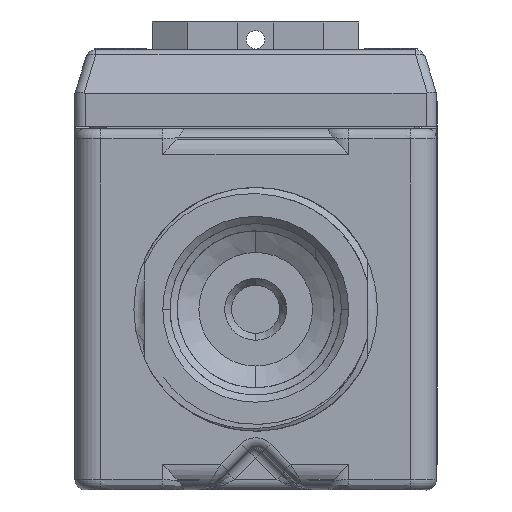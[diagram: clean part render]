
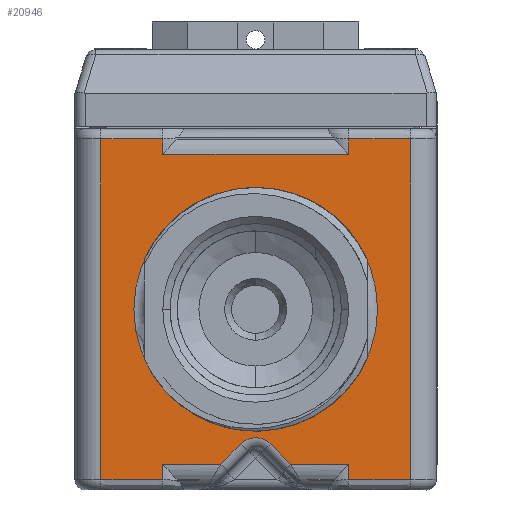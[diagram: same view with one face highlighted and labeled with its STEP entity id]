
A CAD part, front view. The second image highlights one B-rep face of the part: STEP entity #20946.
In plain terms, the highlighted planar face has unit normal (0, -1, 0).
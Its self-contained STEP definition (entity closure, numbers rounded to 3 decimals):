
#1=CARTESIAN_POINT('',(-19.045,-59.44,20.955));
#2=CARTESIAN_POINT('',(-18.521,-59.44,20.955));
#3=CARTESIAN_POINT('',(-17.509,-59.44,20.955));
#4=CARTESIAN_POINT('',(-16.1,-59.44,20.955));
#5=CARTESIAN_POINT('',(-14.789,-59.44,20.955));
#6=CARTESIAN_POINT('',(-13.573,-59.44,20.955));
#7=CARTESIAN_POINT('',(-12.448,-59.44,20.956));
#8=CARTESIAN_POINT('',(-11.759,-59.44,20.953));
#9=CARTESIAN_POINT('',(-11.43,-59.44,20.955));
#11=DIRECTION('',(0.,0.,-1.));
#12=VECTOR('',#11,1.91);
#13=CARTESIAN_POINT('',(-11.43,-59.44,20.955));
#14=LINE('',#13,#12);
#15=DIRECTION('',(0.,0.,-1.));
#16=VECTOR('',#15,1.91);
#17=CARTESIAN_POINT('',(11.43,-59.44,20.955));
#18=LINE('',#17,#16);
#19=CARTESIAN_POINT('',(11.43,-59.44,20.955));
#20=CARTESIAN_POINT('',(11.759,-59.44,20.953));
#21=CARTESIAN_POINT('',(12.448,-59.44,20.956));
#22=CARTESIAN_POINT('',(13.574,-59.44,20.955));
#23=CARTESIAN_POINT('',(14.79,-59.44,20.955));
#24=CARTESIAN_POINT('',(16.1,-59.44,20.955));
#25=CARTESIAN_POINT('',(17.509,-59.44,20.955));
#26=CARTESIAN_POINT('',(18.521,-59.44,20.955));
#27=CARTESIAN_POINT('',(19.045,-59.44,20.955));
#29=CARTESIAN_POINT('',(19.045,-59.44,-20.955));
#30=CARTESIAN_POINT('',(18.521,-59.44,-20.955));
#31=CARTESIAN_POINT('',(17.509,-59.44,-20.955));
#32=CARTESIAN_POINT('',(16.1,-59.44,-20.955));
#33=CARTESIAN_POINT('',(14.79,-59.44,-20.955));
#34=CARTESIAN_POINT('',(13.574,-59.44,-20.955));
#35=CARTESIAN_POINT('',(12.447,-59.44,-20.956));
#36=CARTESIAN_POINT('',(11.759,-59.44,-20.953));
#37=CARTESIAN_POINT('',(11.43,-59.44,-20.955));
#39=DIRECTION('',(0.,0.,-1.));
#40=VECTOR('',#39,1.91);
#41=CARTESIAN_POINT('',(11.43,-59.44,-19.045));
#42=LINE('',#41,#40);
#43=DIRECTION('',(0.,0.,-1.));
#44=VECTOR('',#43,1.91);
#45=CARTESIAN_POINT('',(-11.43,-59.44,-19.045));
#46=LINE('',#45,#44);
#47=CARTESIAN_POINT('',(-11.43,-59.44,-20.955));
#48=CARTESIAN_POINT('',(-11.759,-59.44,-20.953));
#49=CARTESIAN_POINT('',(-12.448,-59.44,-20.956));
#50=CARTESIAN_POINT('',(-13.573,-59.44,-20.955));
#51=CARTESIAN_POINT('',(-14.789,-59.44,-20.955));
#52=CARTESIAN_POINT('',(-16.1,-59.44,-20.955));
#53=CARTESIAN_POINT('',(-17.509,-59.44,-20.955));
#54=CARTESIAN_POINT('',(-18.521,-59.44,-20.955));
#55=CARTESIAN_POINT('',(-19.045,-59.44,-20.955));
#57=DIRECTION('',(0.,0.,1.));
#58=VECTOR('',#57,41.91);
#59=CARTESIAN_POINT('',(-19.045,-59.44,-20.955));
#60=LINE('',#59,#58);
#61=CARTESIAN_POINT('',(0.,-59.44,0.));
#62=DIRECTION('',(0.,-1.,0.));
#63=DIRECTION('',(0.,0.,-1.));
#64=AXIS2_PLACEMENT_3D('',#61,#62,#63);
#66=CARTESIAN_POINT('',(0.,-59.44,0.));
#67=DIRECTION('',(0.,-1.,0.));
#68=DIRECTION('',(0.,0.,1.));
#69=AXIS2_PLACEMENT_3D('',#66,#67,#68);
#5254=DIRECTION('',(1.,0.,0.));
#5255=VECTOR('',#5254,7.142);
#5256=CARTESIAN_POINT('',(-11.43,-59.44,-19.045));
#5257=LINE('',#5256,#5255);
#5293=CARTESIAN_POINT('',(-4.288,-59.44,-19.045));
#5362=CARTESIAN_POINT('',(0.,-59.44,-18.349));
#5363=DIRECTION('',(0.,1.,0.));
#5364=DIRECTION('',(-0.707,0.,0.707));
#5365=AXIS2_PLACEMENT_3D('',#5362,#5363,#5364);
#5367=DIRECTION('',(0.707,0.,0.707));
#5368=VECTOR('',#5367,3.525);
#5369=CARTESIAN_POINT('',(-4.288,-59.44,-19.045));
#5370=LINE('',#5369,#5368);
#5380=DIRECTION('',(-0.707,0.,0.707));
#5381=VECTOR('',#5380,3.525);
#5382=CARTESIAN_POINT('',(4.288,-59.44,-19.045));
#5383=LINE('',#5382,#5381);
#5544=DIRECTION('',(1.,0.,0.));
#5545=VECTOR('',#5544,7.142);
#5546=CARTESIAN_POINT('',(4.288,-59.44,-19.045));
#5547=LINE('',#5546,#5545);
#5653=DIRECTION('',(0.,0.,1.));
#5654=VECTOR('',#5653,41.91);
#5655=CARTESIAN_POINT('',(19.045,-59.44,-20.955));
#5656=LINE('',#5655,#5654);
#5935=DIRECTION('',(-1.,0.,0.));
#5936=VECTOR('',#5935,22.86);
#5937=CARTESIAN_POINT('',(11.43,-59.44,19.045));
#5938=LINE('',#5937,#5936);
#18414=CARTESIAN_POINT('',(0.,-59.44,-14.985));
#18415=CARTESIAN_POINT('',(0.,-59.44,14.985));
#18416=VERTEX_POINT('',#18414);
#18417=VERTEX_POINT('',#18415);
#18482=VERTEX_POINT('',#5293);
#18483=CARTESIAN_POINT('',(-1.796,-59.44,-16.553));
#18484=VERTEX_POINT('',#18483);
#18489=CARTESIAN_POINT('',(1.796,-59.44,-16.553));
#18490=VERTEX_POINT('',#18489);
#18491=CARTESIAN_POINT('',(4.288,-59.44,-19.045));
#18492=VERTEX_POINT('',#18491);
#18674=CARTESIAN_POINT('',(19.045,-59.44,20.955));
#18675=VERTEX_POINT('',#18674);
#18678=VERTEX_POINT('',#1);
#18679=VERTEX_POINT('',#9);
#18681=VERTEX_POINT('',#19);
#18694=CARTESIAN_POINT('',(-19.045,-59.44,-20.955));
#18695=VERTEX_POINT('',#18694);
#18698=VERTEX_POINT('',#29);
#18699=VERTEX_POINT('',#37);
#18701=VERTEX_POINT('',#47);
#18708=CARTESIAN_POINT('',(-11.43,-59.44,19.045));
#18709=VERTEX_POINT('',#18708);
#18788=CARTESIAN_POINT('',(11.43,-59.44,19.045));
#18789=VERTEX_POINT('',#18788);
#18792=CARTESIAN_POINT('',(-11.43,-59.44,-19.045));
#18793=VERTEX_POINT('',#18792);
#18794=CARTESIAN_POINT('',(11.43,-59.44,-19.045));
#18795=VERTEX_POINT('',#18794);
#20901=CARTESIAN_POINT('',(0.,-59.44,0.));
#20902=DIRECTION('',(0.,1.,0.));
#20903=DIRECTION('',(1.,0.,0.));
#20904=AXIS2_PLACEMENT_3D('',#20901,#20902,#20903);
#20905=PLANE('',#20904);
#20907=ORIENTED_EDGE('',*,*,#20906,.T.);
#20909=ORIENTED_EDGE('',*,*,#20908,.T.);
#20911=ORIENTED_EDGE('',*,*,#20910,.F.);
#20913=ORIENTED_EDGE('',*,*,#20912,.F.);
#20915=ORIENTED_EDGE('',*,*,#20914,.T.);
#20917=ORIENTED_EDGE('',*,*,#20916,.F.);
#20919=ORIENTED_EDGE('',*,*,#20918,.T.);
#20921=ORIENTED_EDGE('',*,*,#20920,.F.);
#20923=ORIENTED_EDGE('',*,*,#20922,.F.);
#20925=ORIENTED_EDGE('',*,*,#20924,.T.);
#20927=ORIENTED_EDGE('',*,*,#20926,.F.);
#20929=ORIENTED_EDGE('',*,*,#20928,.F.);
#20931=ORIENTED_EDGE('',*,*,#20930,.F.);
#20933=ORIENTED_EDGE('',*,*,#20932,.T.);
#20935=ORIENTED_EDGE('',*,*,#20934,.T.);
#20937=ORIENTED_EDGE('',*,*,#20936,.T.);
#20938=EDGE_LOOP('',(#20907,#20909,#20911,#20913,#20915,#20917,#20919,#20921,
#20923,#20925,#20927,#20929,#20931,#20933,#20935,#20937));
#20939=FACE_OUTER_BOUND('',#20938,.F.);
#20941=ORIENTED_EDGE('',*,*,#20940,.T.);
#20943=ORIENTED_EDGE('',*,*,#20942,.T.);
#20944=EDGE_LOOP('',(#20941,#20943));
#20945=FACE_BOUND('',#20944,.F.);
#20946=ADVANCED_FACE('',(#20939,#20945),#20905,.F.);
#10=B_SPLINE_CURVE_WITH_KNOTS('',3,(#1,#2,#3,#4,#5,#6,#7,#8,#9),.UNSPECIFIED.,
.F.,.F.,(4,1,1,1,1,1,4),(0.,0.167,0.333,0.5,
0.667,0.833,1.),.UNSPECIFIED.);
#28=B_SPLINE_CURVE_WITH_KNOTS('',3,(#19,#20,#21,#22,#23,#24,#25,#26,#27),
.UNSPECIFIED.,.F.,.F.,(4,1,1,1,1,1,4),(0.,0.167,0.333,
0.5,0.667,0.833,1.),.UNSPECIFIED.);
#38=B_SPLINE_CURVE_WITH_KNOTS('',3,(#29,#30,#31,#32,#33,#34,#35,#36,#37),
.UNSPECIFIED.,.F.,.F.,(4,1,1,1,1,1,4),(0.,0.167,0.333,
0.5,0.667,0.833,1.),.UNSPECIFIED.);
#56=B_SPLINE_CURVE_WITH_KNOTS('',3,(#47,#48,#49,#50,#51,#52,#53,#54,#55),
.UNSPECIFIED.,.F.,.F.,(4,1,1,1,1,1,4),(0.,0.167,0.333,
0.5,0.667,0.833,1.),.UNSPECIFIED.);
#65=CIRCLE('',#64,14.985);
#70=CIRCLE('',#69,14.985);
#5366=CIRCLE('',#5365,2.54);
#20906=EDGE_CURVE('',#18678,#18679,#10,.T.);
#20908=EDGE_CURVE('',#18679,#18709,#14,.T.);
#20910=EDGE_CURVE('',#18789,#18709,#5938,.T.);
#20912=EDGE_CURVE('',#18681,#18789,#18,.T.);
#20914=EDGE_CURVE('',#18681,#18675,#28,.T.);
#20916=EDGE_CURVE('',#18698,#18675,#5656,.T.);
#20918=EDGE_CURVE('',#18698,#18699,#38,.T.);
#20920=EDGE_CURVE('',#18795,#18699,#42,.T.);
#20922=EDGE_CURVE('',#18492,#18795,#5547,.T.);
#20924=EDGE_CURVE('',#18492,#18490,#5383,.T.);
#20926=EDGE_CURVE('',#18484,#18490,#5366,.T.);
#20928=EDGE_CURVE('',#18482,#18484,#5370,.T.);
#20930=EDGE_CURVE('',#18793,#18482,#5257,.T.);
#20932=EDGE_CURVE('',#18793,#18701,#46,.T.);
#20934=EDGE_CURVE('',#18701,#18695,#56,.T.);
#20936=EDGE_CURVE('',#18695,#18678,#60,.T.);
#20940=EDGE_CURVE('',#18416,#18417,#65,.T.);
#20942=EDGE_CURVE('',#18417,#18416,#70,.T.);
